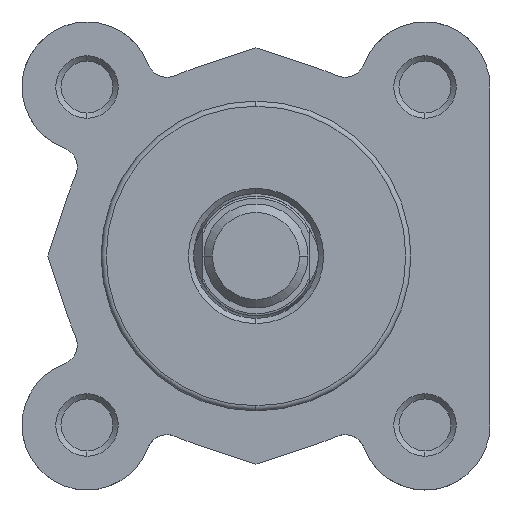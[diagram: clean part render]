
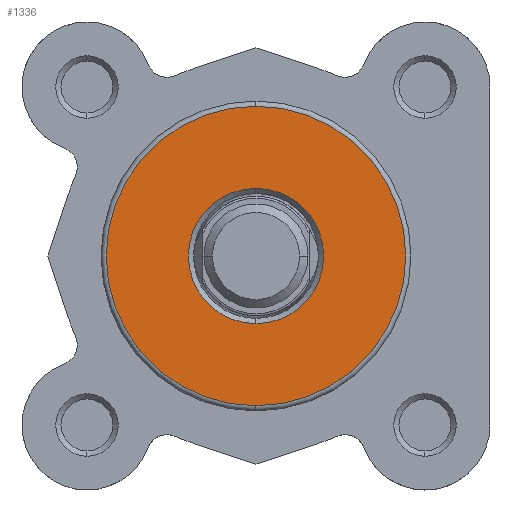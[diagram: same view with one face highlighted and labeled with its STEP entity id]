
A CAD part, left-side view. The second image highlights one B-rep face of the part: STEP entity #1336.
In plain terms, the highlighted planar face has unit normal (-1, 0, 0).
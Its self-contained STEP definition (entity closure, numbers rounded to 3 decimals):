
#164 = AXIS2_PLACEMENT_3D ( 'NONE', #5648, #5650, #5651 ) ;
#375 = AXIS2_PLACEMENT_3D ( 'NONE', #6384, #6385, #6386 ) ;
#377 = AXIS2_PLACEMENT_3D ( 'NONE', #6378, #6379, #6380 ) ;
#443 = AXIS2_PLACEMENT_3D ( 'NONE', #4061, #4068, #4069 ) ;
#446 = AXIS2_PLACEMENT_3D ( 'NONE', #4070, #4077, #4078 ) ;
#687 = VERTEX_POINT ( 'NONE', #1142 ) ;
#695 = VERTEX_POINT ( 'NONE', #1009 ) ;
#734 = VERTEX_POINT ( 'NONE', #859 ) ;
#859 = CARTESIAN_POINT ( 'NONE',  ( 0., 0., 6.5 ) ) ;
#1009 = CARTESIAN_POINT ( 'NONE',  ( 0., 0., -14.4 ) ) ;
#1081 = VERTEX_POINT ( 'NONE', #5351 ) ;
#1142 = CARTESIAN_POINT ( 'NONE',  ( 0., 0., -6.5 ) ) ;
#1336 = ADVANCED_FACE ( 'NONE', ( #6751, #6739 ), #5649, .T. ) ;
#1733 = EDGE_LOOP ( 'NONE', ( #2638, #2637 ) ) ;
#1734 = EDGE_LOOP ( 'NONE', ( #2636, #2635 ) ) ;
#2635 = ORIENTED_EDGE ( 'NONE', *, *, #3900, .T. ) ;
#2636 = ORIENTED_EDGE ( 'NONE', *, *, #3791, .T. ) ;
#2637 = ORIENTED_EDGE ( 'NONE', *, *, #3903, .T. ) ;
#2638 = ORIENTED_EDGE ( 'NONE', *, *, #3789, .T. ) ;
#3051 = CIRCLE ( 'NONE', #377, 6.5 ) ;
#3054 = CIRCLE ( 'NONE', #375, 14.4 ) ;
#3203 = CIRCLE ( 'NONE', #443, 14.4 ) ;
#3206 = CIRCLE ( 'NONE', #446, 6.5 ) ;
#3789 = EDGE_CURVE ( 'NONE', #734, #687, #3051, .T. ) ;
#3791 = EDGE_CURVE ( 'NONE', #1081, #695, #3054, .T. ) ;
#3900 = EDGE_CURVE ( 'NONE', #695, #1081, #3203, .T. ) ;
#3903 = EDGE_CURVE ( 'NONE', #687, #734, #3206, .T. ) ;
#4061 = CARTESIAN_POINT ( 'NONE',  ( 0., 0., 0. ) ) ;
#4068 = DIRECTION ( 'NONE',  ( -1., 0., 0. ) ) ;
#4069 = DIRECTION ( 'NONE',  ( 0., 0., 1. ) ) ;
#4070 = CARTESIAN_POINT ( 'NONE',  ( 0., 0., 0. ) ) ;
#4077 = DIRECTION ( 'NONE',  ( 1., 0., 0. ) ) ;
#4078 = DIRECTION ( 'NONE',  ( 0., 0., 1. ) ) ;
#5351 = CARTESIAN_POINT ( 'NONE',  ( 0., 0., 14.4 ) ) ;
#5648 = CARTESIAN_POINT ( 'NONE',  ( 0., -6., 0. ) ) ;
#5649 = PLANE ( 'NONE',  #164 ) ;
#5650 = DIRECTION ( 'NONE',  ( -1., 0., 0. ) ) ;
#5651 = DIRECTION ( 'NONE',  ( 0., 0., 1. ) ) ;
#6378 = CARTESIAN_POINT ( 'NONE',  ( 0., 0., 0. ) ) ;
#6379 = DIRECTION ( 'NONE',  ( 1., 0., 0. ) ) ;
#6380 = DIRECTION ( 'NONE',  ( 0., 0., 1. ) ) ;
#6384 = CARTESIAN_POINT ( 'NONE',  ( 0., 0., 0. ) ) ;
#6385 = DIRECTION ( 'NONE',  ( -1., 0., 0. ) ) ;
#6386 = DIRECTION ( 'NONE',  ( 0., 0., 1. ) ) ;
#6739 = FACE_OUTER_BOUND ( 'NONE', #1734, .T. ) ;
#6751 = FACE_BOUND ( 'NONE', #1733, .T. ) ;
